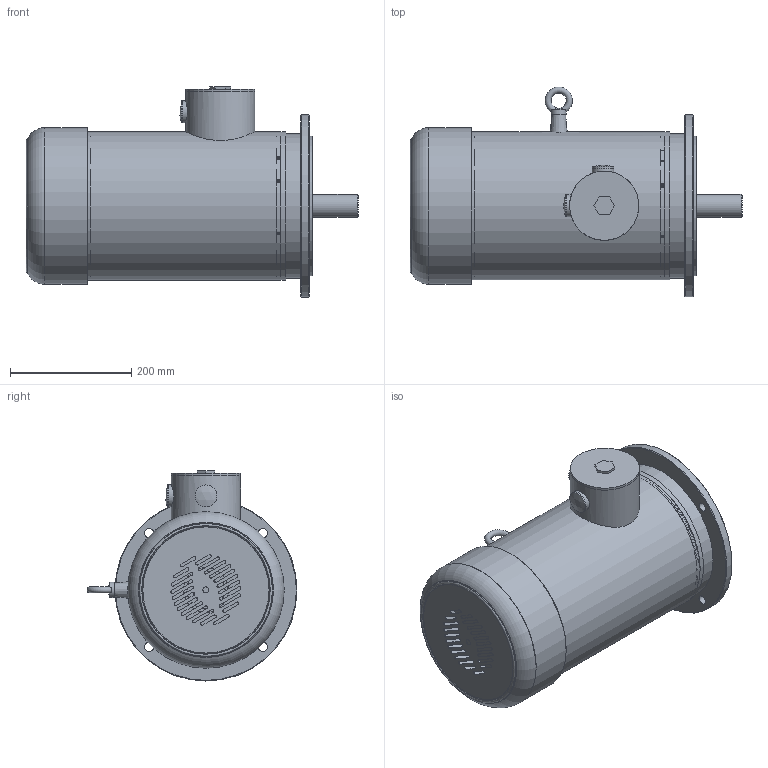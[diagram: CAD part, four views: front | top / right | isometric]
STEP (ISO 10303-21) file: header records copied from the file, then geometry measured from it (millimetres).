
FILE_DESCRIPTION(('Bauteilbeschreibung','HiCAD-Model','HiCAD-STEP-TRANSLATION','Bauteilbeschreibung'),'2;1');
FILE_NAME('TEFC 132 M-4 B5 FF265 7,5KW.STP','2012-01-10T14:00:09+00:00',('Konstrukteur'),('Konstrukteur Firma GmbH'),' HiCAD 2010, Step 1502.0 ','HiCAD 2010','confidential');
FILE_SCHEMA(('AUTOMOTIVE_DESIGN { 1 2 10303 214 0 1 1 1 }'));
Length unit declared in the file: millimetre
Products named in the file (14): TEFC 132 M_4 B5 FF265  7_5KW; BLINDVERSCHRAUBUNG; BLINDVERSCHRAUBUNG0; WELLE 90L_2; ROTATIONSTEIL_1; FLANSCH B5; GEH_USE _244; KLKA_DECKEL; KLEMMKASTEN _114; GEH_USE _244X270; B_SCHILD; ROTATIONSTEIL_0; HAUBE; M10 DIN 580_SCHRAUBEN VERSCHIE
Assembly tree (13 placements, depth 3):
  TEFC 132 M_4 B5 FF265  7_5KW
    BLINDVERSCHRAUBUNG
    BLINDVERSCHRAUBUNG0
    WELLE 90L_2
      ROTATIONSTEIL_1
    FLANSCH B5
    GEH_USE _244
      KLKA_DECKEL
      KLEMMKASTEN _114
      GEH_USE _244X270
    B_SCHILD
      ROTATIONSTEIL_0
    HAUBE
    M10 DIN 580_SCHRAUBEN VERSCHIE
Bounding box: 546.99 x 345.96 x 346 mm (x, y, z)
Volume: 2503711.6 mm3; surface area: 1239504.9 mm2
Topology: 10 solids, 10 shells, 251 faces, 578 edges, 382 vertices
Faces by surface type: plane 109, cylinder 109, torus 16, cone 15, sphere 2
Full cylindrical faces by diameter (mm): 8.16 x1, 10 x1, 15 x4, 25 x1, 30 x4, 36 x4, 38 x1, 38.8 x1, 42 x2, 47 x1, 62 x2, 70 x1, 74 x1, 76 x1, 80 x2, 90 x1, 91 x1, 96 x1, 102 x1, 104 x1, 106 x1, 114 x2, 214 x1, 230 x2, 236.6 x1, 237.4 x1, 238 x1, 239 x1, 240 x2, 241 x2
Entity records: 14957 total; most frequent: CARTESIAN_POINT 6667, DIRECTION 1247, ORIENTED_EDGE 960, AXIS2_PLACEMENT_3D 518, EDGE_CURVE 480, COLOUR_RGB 469, PRESENTATION_STYLE_ASSIGNMENT 469, OVER_RIDING_STYLED_ITEM 459
